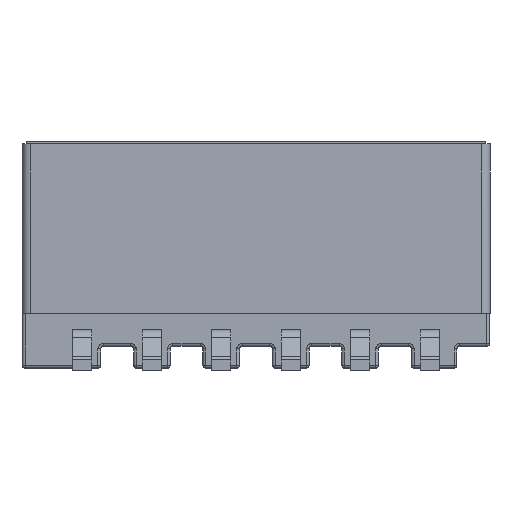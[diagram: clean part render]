
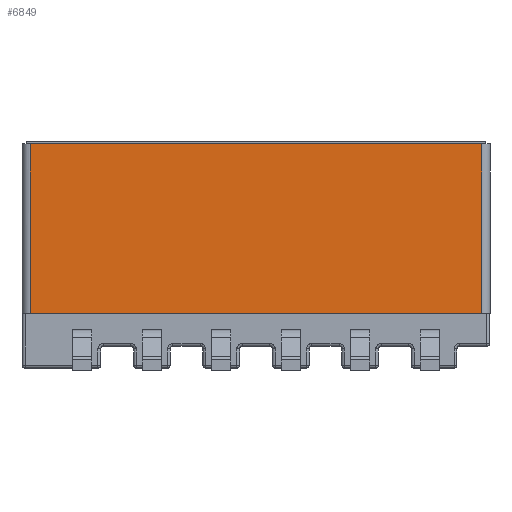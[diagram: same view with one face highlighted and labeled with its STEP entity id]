
A CAD part, left-side view. The second image highlights one B-rep face of the part: STEP entity #6849.
In plain terms, the highlighted planar face has unit normal (-1, 0, 0).
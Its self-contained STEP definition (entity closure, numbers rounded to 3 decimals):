
#1054 = PLANE ( 'NONE',  #33729 ) ;
#2987 = CARTESIAN_POINT ( 'NONE',  ( -8.01, 8.26, 8.3 ) ) ;
#3261 = CARTESIAN_POINT ( 'NONE',  ( -8.01, -8.26, 2.1 ) ) ;
#4768 = ORIENTED_EDGE ( 'NONE', *, *, #19084, .F. ) ;
#5312 = LINE ( 'NONE', #17781, #35653 ) ;
#6675 = EDGE_CURVE ( 'NONE', #28525, #33866, #5312, .T. ) ;
#6849 = ADVANCED_FACE ( 'NONE', ( #25741 ), #1054, .F. ) ;
#7243 = VECTOR ( 'NONE', #15417, 1000. ) ;
#9095 = LINE ( 'NONE', #9696, #17030 ) ;
#9696 = CARTESIAN_POINT ( 'NONE',  ( -8.01, -8.26, 8.3 ) ) ;
#10433 = EDGE_LOOP ( 'NONE', ( #31753, #24188, #4768, #13538 ) ) ;
#12578 = VECTOR ( 'NONE', #16314, 1000. ) ;
#13058 = CARTESIAN_POINT ( 'NONE',  ( -8.01, 8.26, 2.1 ) ) ;
#13538 = ORIENTED_EDGE ( 'NONE', *, *, #6675, .T. ) ;
#15417 = DIRECTION ( 'NONE',  ( 0., -1., 0. ) ) ;
#16017 = DIRECTION ( 'NONE',  ( 0., 0., -1. ) ) ;
#16314 = DIRECTION ( 'NONE',  ( 0., -1., 0. ) ) ;
#17030 = VECTOR ( 'NONE', #16017, 1000. ) ;
#17781 = CARTESIAN_POINT ( 'NONE',  ( -8.01, 8.26, 8.3 ) ) ;
#18887 = LINE ( 'NONE', #2987, #7243 ) ;
#19084 = EDGE_CURVE ( 'NONE', #28525, #20209, #18887, .T. ) ;
#20209 = VERTEX_POINT ( 'NONE', #31597 ) ;
#24188 = ORIENTED_EDGE ( 'NONE', *, *, #37280, .F. ) ;
#25075 = VERTEX_POINT ( 'NONE', #3261 ) ;
#25486 = CARTESIAN_POINT ( 'NONE',  ( -8.01, 8.26, 2.1 ) ) ;
#25741 = FACE_OUTER_BOUND ( 'NONE', #10433, .T. ) ;
#25918 = LINE ( 'NONE', #13058, #12578 ) ;
#28525 = VERTEX_POINT ( 'NONE', #31286 ) ;
#29023 = DIRECTION ( 'NONE',  ( 1., 0., 0. ) ) ;
#29225 = CARTESIAN_POINT ( 'NONE',  ( -8.01, 8.26, 8.3 ) ) ;
#30281 = DIRECTION ( 'NONE',  ( 0., 0., -1. ) ) ;
#31286 = CARTESIAN_POINT ( 'NONE',  ( -8.01, 8.26, 8.3 ) ) ;
#31597 = CARTESIAN_POINT ( 'NONE',  ( -8.01, -8.26, 8.3 ) ) ;
#31753 = ORIENTED_EDGE ( 'NONE', *, *, #38250, .T. ) ;
#33729 = AXIS2_PLACEMENT_3D ( 'NONE', #29225, #29023, #38358 ) ;
#33866 = VERTEX_POINT ( 'NONE', #25486 ) ;
#35653 = VECTOR ( 'NONE', #30281, 1000. ) ;
#37280 = EDGE_CURVE ( 'NONE', #20209, #25075, #9095, .T. ) ;
#38250 = EDGE_CURVE ( 'NONE', #33866, #25075, #25918, .T. ) ;
#38358 = DIRECTION ( 'NONE',  ( 0., 1., 0. ) ) ;
